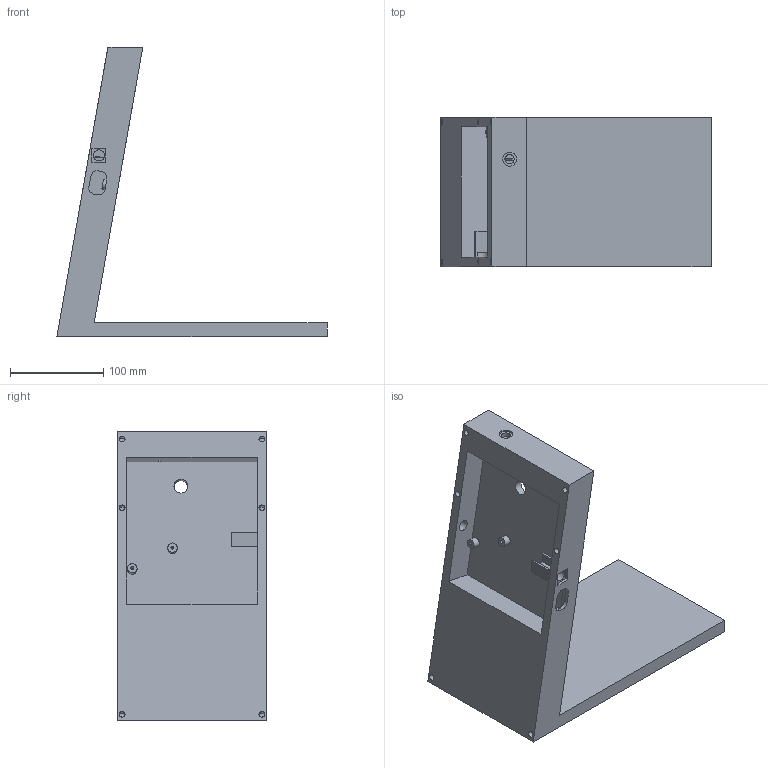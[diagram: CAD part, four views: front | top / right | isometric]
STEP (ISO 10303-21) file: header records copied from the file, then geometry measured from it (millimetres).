
FILE_DESCRIPTION(/* description */ (''),/* implementation_level */ '2;1');
FILE_NAME(/* name */ 'platforma.step',/* time_stamp */ '2025-04-01T12:26:44+02:00',/* author */ (''),/* organization */ (''),/* preprocessor_version */ 'ST-DEVELOPER v20.1',/* originating_system */ 'Autodesk Translation Framework v14.4.0.0',/* authorisation */ '');
FILE_SCHEMA (('AUTOMOTIVE_DESIGN { 1 0 10303 214 3 1 1 }'));
Length unit declared in the file: millimetre
Products named in the file (1): platforma
Bounding box: 290 x 160 x 310.44 mm (x, y, z)
Volume: 1822540.1 mm3; surface area: 246624.4 mm2
Topology: 1 solids, 1 shells, 72 faces, 166 edges, 110 vertices
Faces by surface type: plane 53, cylinder 19
Full cylindrical faces by diameter (mm): 3.2 x2, 6.2 x6, 10 x3, 12 x2, 15 x2
Entity records: 2076 total; most frequent: DIRECTION 352, CARTESIAN_POINT 349, ORIENTED_EDGE 332, EDGE_CURVE 166, LINE 126, VECTOR 126, AXIS2_PLACEMENT_3D 113, VERTEX_POINT 110
